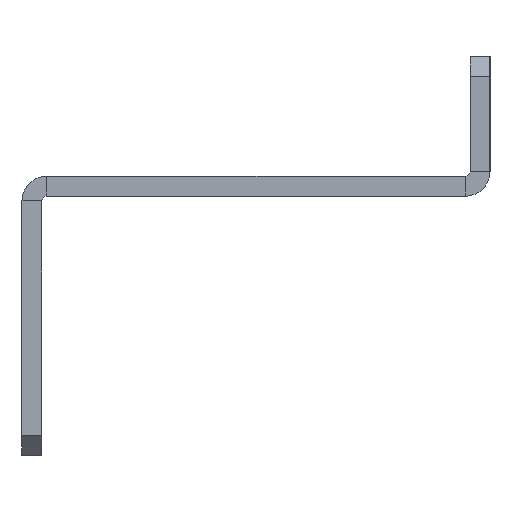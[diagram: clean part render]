
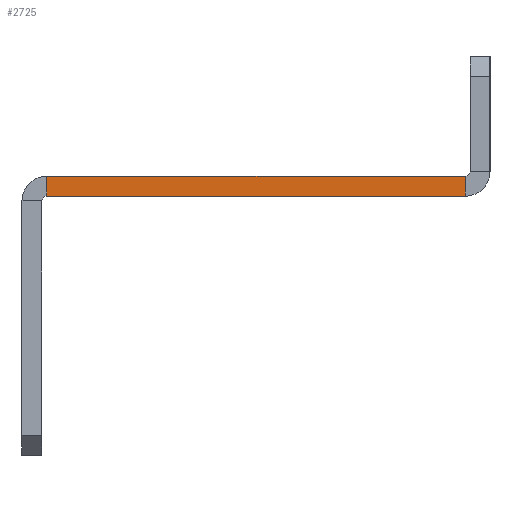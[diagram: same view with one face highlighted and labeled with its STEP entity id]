
A CAD part, left-side view. The second image highlights one B-rep face of the part: STEP entity #2725.
In plain terms, the highlighted planar face has unit normal (-1, 0, 0).
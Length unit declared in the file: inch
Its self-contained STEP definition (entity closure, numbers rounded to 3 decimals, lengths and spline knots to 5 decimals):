
#78 = ORIENTED_EDGE ( 'NONE', *, *, #3515, .F. ) ;
#939 = ORIENTED_EDGE ( 'NONE', *, *, #3178, .T. ) ;
#1107 = EDGE_CURVE ( 'NONE', #8842, #4554, #4334, .T. ) ;
#1851 = AXIS2_PLACEMENT_3D ( 'NONE', #8576, #5604, #7773 ) ;
#2521 = CARTESIAN_POINT ( 'NONE',  ( -29., 2.7805, 0.125 ) ) ;
#2638 = VERTEX_POINT ( 'NONE', #6237 ) ;
#2725 = ADVANCED_FACE ( 'NONE', ( #9329 ), #8541, .T. ) ;
#3178 = EDGE_CURVE ( 'NONE', #2638, #8842, #4495, .T. ) ;
#3318 = VECTOR ( 'NONE', #4829, 39.37008 ) ;
#3483 = LINE ( 'NONE', #4802, #3318 ) ;
#3515 = EDGE_CURVE ( 'NONE', #2638, #7704, #3483, .T. ) ;
#3552 = EDGE_LOOP ( 'NONE', ( #78, #939, #6637, #8052 ) ) ;
#3736 = DIRECTION ( 'NONE',  ( 0., 0., -1. ) ) ;
#4328 = VECTOR ( 'NONE', #8355, 39.37008 ) ;
#4334 = LINE ( 'NONE', #7348, #4328 ) ;
#4351 = VECTOR ( 'NONE', #7964, 39.37008 ) ;
#4495 = LINE ( 'NONE', #7508, #4351 ) ;
#4554 = VERTEX_POINT ( 'NONE', #5924 ) ;
#4802 = CARTESIAN_POINT ( 'NONE',  ( -29., 0., 0. ) ) ;
#4829 = DIRECTION ( 'NONE',  ( 0., 1., 0. ) ) ;
#4959 = CARTESIAN_POINT ( 'NONE',  ( -29., 2.7805, 0. ) ) ;
#5604 = DIRECTION ( 'NONE',  ( -1., 0., 0. ) ) ;
#5924 = CARTESIAN_POINT ( 'NONE',  ( -29., 2.7805, 0.125 ) ) ;
#6237 = CARTESIAN_POINT ( 'NONE',  ( -29., 0.154, 0. ) ) ;
#6454 = EDGE_CURVE ( 'NONE', #4554, #7704, #9323, .T. ) ;
#6637 = ORIENTED_EDGE ( 'NONE', *, *, #1107, .T. ) ;
#7348 = CARTESIAN_POINT ( 'NONE',  ( -29., 0., 0.125 ) ) ;
#7508 = CARTESIAN_POINT ( 'NONE',  ( -29., 0.154, 0. ) ) ;
#7704 = VERTEX_POINT ( 'NONE', #4959 ) ;
#7773 = DIRECTION ( 'NONE',  ( 0., 0., 1. ) ) ;
#7964 = DIRECTION ( 'NONE',  ( 0., 0., 1. ) ) ;
#8052 = ORIENTED_EDGE ( 'NONE', *, *, #6454, .T. ) ;
#8355 = DIRECTION ( 'NONE',  ( 0., 1., 0. ) ) ;
#8541 = PLANE ( 'NONE',  #1851 ) ;
#8576 = CARTESIAN_POINT ( 'NONE',  ( -29., 0.125, 0.154 ) ) ;
#8655 = CARTESIAN_POINT ( 'NONE',  ( -29., 0.154, 0.125 ) ) ;
#8842 = VERTEX_POINT ( 'NONE', #8655 ) ;
#9323 = LINE ( 'NONE', #2521, #9373 ) ;
#9329 = FACE_OUTER_BOUND ( 'NONE', #3552, .T. ) ;
#9373 = VECTOR ( 'NONE', #3736, 39.37008 ) ;
